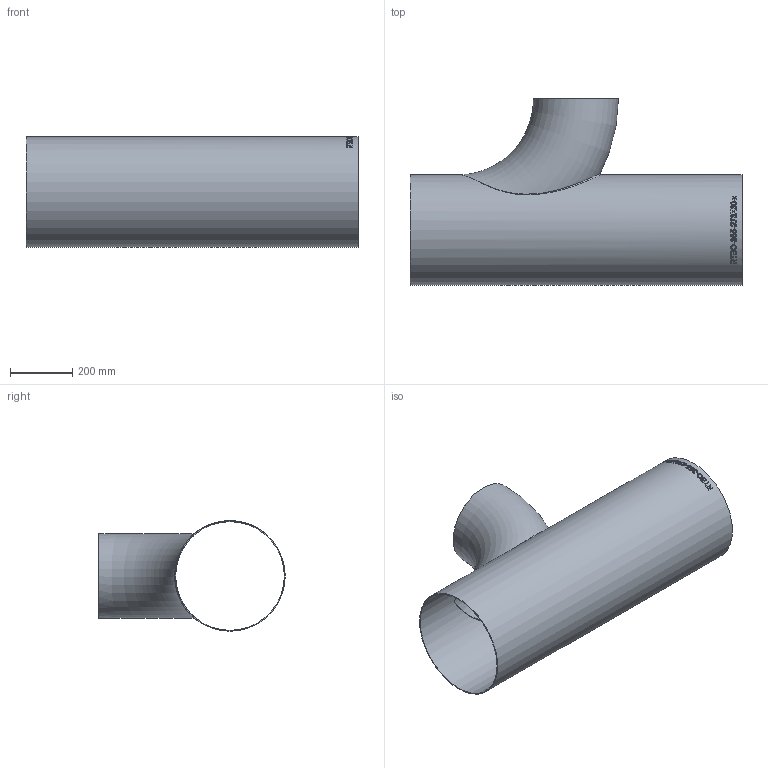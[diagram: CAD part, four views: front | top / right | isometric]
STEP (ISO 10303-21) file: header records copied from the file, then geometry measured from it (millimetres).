
FILE_DESCRIPTION (( 'STEP AP214' ), '1' );
FILE_NAME ('RTBO-355-273X30-x T-Bogen reduziert 2005.STEP', '2020-05-26T07:59:24', ( '' ), ( '' ), 'SwSTEP 2.0', 'SolidWorks 2019', '' );
FILE_SCHEMA (( 'AUTOMOTIVE_DESIGN' ));
Length unit declared in the file: millimetre
Products named in the file (1): RTBO-355-273X30-x T-Bogen reduziert 2005
Bounding box: 1068 x 600.1 x 355.6 mm (x, y, z)
Volume: 3710572.3 mm3; surface area: 2743832.6 mm2
Topology: 1 solids, 1 shells, 242 faces, 652 edges, 435 vertices
Faces by surface type: bspline 153, plane 63, cylinder 24, torus 2
Full cylindrical faces by diameter (mm): 349.6 x1, 355.6 x1
Entity records: 51612 total; most frequent: CARTESIAN_POINT 44342, ORIENTED_EDGE 1286, EDGE_CURVE 643, B_SPLINE_CURVE_WITH_KNOTS 476, VERTEX_POINT 432, DIRECTION 431, EDGE_LOOP 275, FACE_OUTER_BOUND 248
